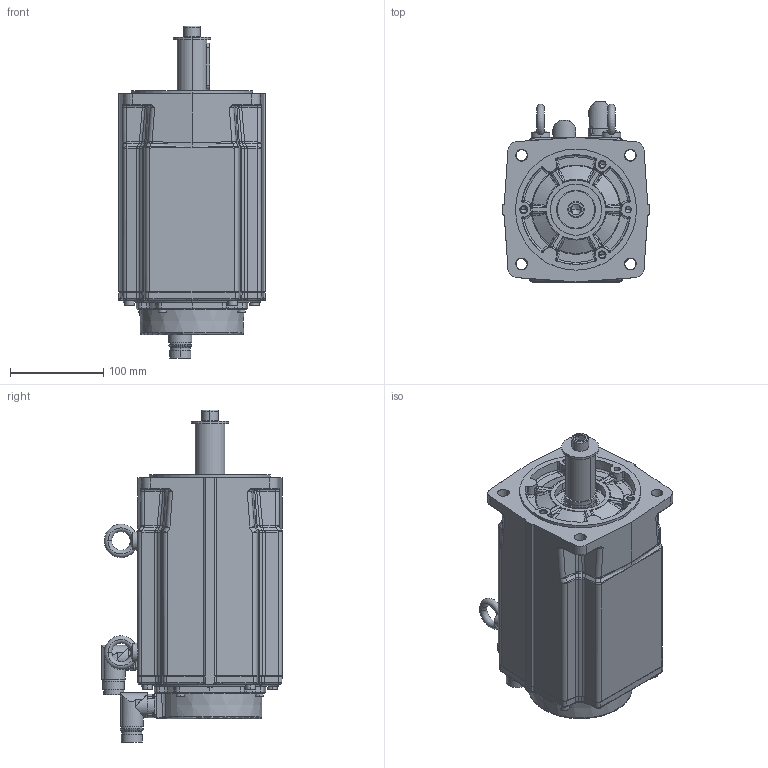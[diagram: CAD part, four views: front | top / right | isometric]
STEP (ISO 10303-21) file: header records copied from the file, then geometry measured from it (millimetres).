
FILE_DESCRIPTION((''),'2;1');
FILE_NAME('NX840EAR7001_SW0002','2005-07-19T',('stagiaire'),(''),'PRO/ENGINEER BY PARAMETRIC TECHNOLOGY CORPORATION, 2005110','PRO/ENGINEER BY PARAMETRIC TECHNOLOGY CORPORATION, 2005110','');
FILE_SCHEMA(('CONFIG_CONTROL_DESIGN'));
Products named in the file (1): NX840EAR7001_SW0002
Bounding box: 157 x 193.5 x 356.5 mm (x, y, z)
Volume: 5042914 mm3; surface area: 251493.9 mm2
Topology: 2 solids, 3 shells, 2367 faces, 5884 edges, 3576 vertices
Faces by surface type: plane 922, cylinder 603, bspline 441, cone 239, torus 120, sphere 42
Entity records: 95802 total; most frequent: CARTESIAN_POINT 43395, ORIENTED_EDGE 11624, DIRECTION 9839, EDGE_CURVE 5812, VERTEX_POINT 3576, AXIS2_PLACEMENT_3D 3538, VECTOR 2763, LINE 2763
